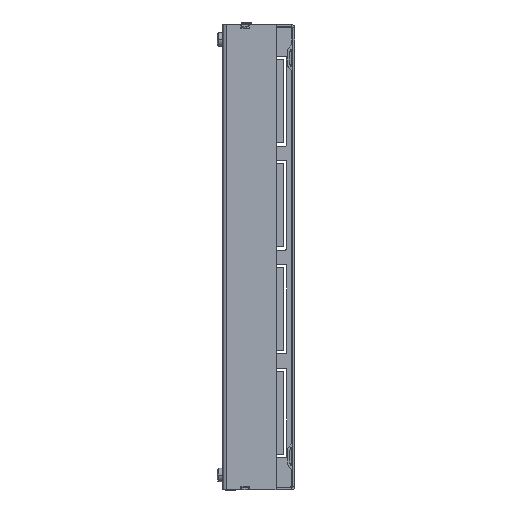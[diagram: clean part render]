
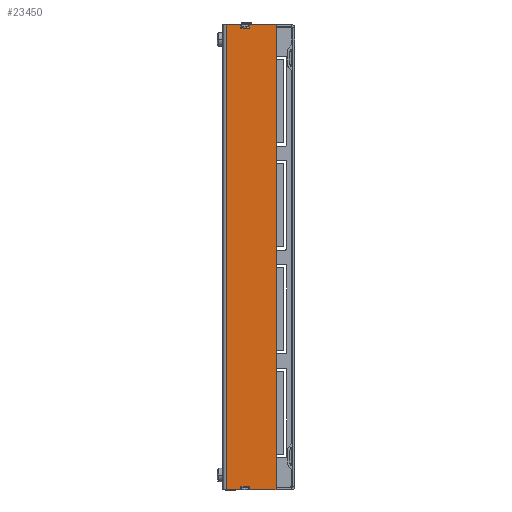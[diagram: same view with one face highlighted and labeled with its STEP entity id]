
A CAD part, left-side view. The second image highlights one B-rep face of the part: STEP entity #23450.
In plain terms, the highlighted face is planar.
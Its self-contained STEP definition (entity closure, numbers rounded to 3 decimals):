
#139 = CARTESIAN_POINT ( 'NONE',  ( 27.5, -10.9, -137.8 ) ) ;
#287 = CARTESIAN_POINT ( 'NONE',  ( 27.5, -2., -140. ) ) ;
#1180 = DIRECTION ( 'NONE',  ( 0., 0., -1. ) ) ;
#1866 = EDGE_CURVE ( 'NONE', #31294, #4821, #17117, .T. ) ;
#1891 = ORIENTED_EDGE ( 'NONE', *, *, #25710, .T. ) ;
#2606 = ORIENTED_EDGE ( 'NONE', *, *, #42120, .F. ) ;
#3010 = ORIENTED_EDGE ( 'NONE', *, *, #25421, .T. ) ;
#3391 = FACE_OUTER_BOUND ( 'NONE', #15198, .T. ) ;
#4102 = ORIENTED_EDGE ( 'NONE', *, *, #25567, .T. ) ;
#4313 = DIRECTION ( 'NONE',  ( 0., -1., 0. ) ) ;
#4747 = DIRECTION ( 'NONE',  ( 0., 1., 0. ) ) ;
#4821 = VERTEX_POINT ( 'NONE', #39301 ) ;
#4962 = DIRECTION ( 'NONE',  ( 0., -1., 0. ) ) ;
#6994 = VECTOR ( 'NONE', #4747, 1000. ) ;
#7865 = CARTESIAN_POINT ( 'NONE',  ( 27.5, -15.9, 140. ) ) ;
#7931 = DIRECTION ( 'NONE',  ( -1., 0., 0. ) ) ;
#8065 = VERTEX_POINT ( 'NONE', #48715 ) ;
#8153 = VERTEX_POINT ( 'NONE', #11188 ) ;
#8346 = EDGE_CURVE ( 'NONE', #36465, #8065, #8362, .T. ) ;
#8362 = LINE ( 'NONE', #36055, #8728 ) ;
#8421 = VECTOR ( 'NONE', #36702, 1000. ) ;
#8489 = LINE ( 'NONE', #31145, #23535 ) ;
#8728 = VECTOR ( 'NONE', #4313, 1000. ) ;
#9964 = DIRECTION ( 'NONE',  ( 0., 0., -1. ) ) ;
#11062 = DIRECTION ( 'NONE',  ( 0., 0., -1. ) ) ;
#11188 = CARTESIAN_POINT ( 'NONE',  ( 27.5, -10.9, 137.8 ) ) ;
#12560 = DIRECTION ( 'NONE',  ( 0., 1., 0. ) ) ;
#14927 = CARTESIAN_POINT ( 'NONE',  ( 27.5, -2., 140. ) ) ;
#15128 = VERTEX_POINT ( 'NONE', #24552 ) ;
#15198 = EDGE_LOOP ( 'NONE', ( #3010, #4102, #27144, #1891, #2606, #19686, #21499, #15686, #23887, #29511, #18002, #20168 ) ) ;
#15465 = CARTESIAN_POINT ( 'NONE',  ( 27.5, -10.9, 140. ) ) ;
#15471 = VECTOR ( 'NONE', #36729, 1000. ) ;
#15686 = ORIENTED_EDGE ( 'NONE', *, *, #49776, .F. ) ;
#17117 = LINE ( 'NONE', #47055, #29244 ) ;
#17728 = EDGE_CURVE ( 'NONE', #8065, #17763, #36190, .T. ) ;
#17763 = VERTEX_POINT ( 'NONE', #21117 ) ;
#18002 = ORIENTED_EDGE ( 'NONE', *, *, #17728, .T. ) ;
#18333 = VERTEX_POINT ( 'NONE', #287 ) ;
#19233 = LINE ( 'NONE', #15465, #48429 ) ;
#19686 = ORIENTED_EDGE ( 'NONE', *, *, #1866, .T. ) ;
#20168 = ORIENTED_EDGE ( 'NONE', *, *, #29130, .T. ) ;
#21117 = CARTESIAN_POINT ( 'NONE',  ( 27.5, -32., -140. ) ) ;
#21311 = LINE ( 'NONE', #33356, #34729 ) ;
#21352 = VERTEX_POINT ( 'NONE', #31633 ) ;
#21499 = ORIENTED_EDGE ( 'NONE', *, *, #23967, .F. ) ;
#22430 = EDGE_CURVE ( 'NONE', #36465, #15128, #49850, .T. ) ;
#22828 = CARTESIAN_POINT ( 'NONE',  ( 27.5, -15.9, -140. ) ) ;
#23450 = ADVANCED_FACE ( 'NONE', ( #3391 ), #30849, .F. ) ;
#23535 = VECTOR ( 'NONE', #46509, 1000. ) ;
#23887 = ORIENTED_EDGE ( 'NONE', *, *, #22430, .F. ) ;
#23967 = EDGE_CURVE ( 'NONE', #8153, #4821, #19233, .T. ) ;
#24167 = CARTESIAN_POINT ( 'NONE',  ( 27.5, -10.9, 137.8 ) ) ;
#24552 = CARTESIAN_POINT ( 'NONE',  ( 27.5, -15.9, 137.8 ) ) ;
#25420 = LINE ( 'NONE', #32955, #15471 ) ;
#25421 = EDGE_CURVE ( 'NONE', #37599, #35238, #25420, .T. ) ;
#25567 = EDGE_CURVE ( 'NONE', #35238, #45527, #34922, .T. ) ;
#25710 = EDGE_CURVE ( 'NONE', #21352, #18333, #8489, .T. ) ;
#27144 = ORIENTED_EDGE ( 'NONE', *, *, #34317, .T. ) ;
#29130 = EDGE_CURVE ( 'NONE', #17763, #37599, #36200, .T. ) ;
#29244 = VECTOR ( 'NONE', #4962, 1000. ) ;
#29511 = ORIENTED_EDGE ( 'NONE', *, *, #8346, .T. ) ;
#30171 = CARTESIAN_POINT ( 'NONE',  ( 27.5, -15.9, 140. ) ) ;
#30790 = DIRECTION ( 'NONE',  ( 0., 0., 1. ) ) ;
#30849 = PLANE ( 'NONE',  #33093 ) ;
#31145 = CARTESIAN_POINT ( 'NONE',  ( 27.5, 0., -140. ) ) ;
#31294 = VERTEX_POINT ( 'NONE', #14927 ) ;
#31496 = CARTESIAN_POINT ( 'NONE',  ( 27.5, -10.9, -140. ) ) ;
#31633 = CARTESIAN_POINT ( 'NONE',  ( 27.5, -10.9, -140. ) ) ;
#31822 = CARTESIAN_POINT ( 'NONE',  ( 27.5, -15.9, -137.8 ) ) ;
#31941 = VECTOR ( 'NONE', #41877, 1000. ) ;
#32955 = CARTESIAN_POINT ( 'NONE',  ( 27.5, -15.9, -140. ) ) ;
#33093 = AXIS2_PLACEMENT_3D ( 'NONE', #41676, #7931, #45966 ) ;
#33356 = CARTESIAN_POINT ( 'NONE',  ( 27.5, -2., -140. ) ) ;
#34317 = EDGE_CURVE ( 'NONE', #45527, #21352, #46856, .T. ) ;
#34729 = VECTOR ( 'NONE', #9964, 1000. ) ;
#34922 = LINE ( 'NONE', #43201, #45196 ) ;
#35238 = VERTEX_POINT ( 'NONE', #31822 ) ;
#35694 = CARTESIAN_POINT ( 'NONE',  ( 27.5, -32., 0. ) ) ;
#36055 = CARTESIAN_POINT ( 'NONE',  ( 27.5, 0., 140. ) ) ;
#36190 = LINE ( 'NONE', #35694, #39752 ) ;
#36200 = LINE ( 'NONE', #47794, #8421 ) ;
#36465 = VERTEX_POINT ( 'NONE', #7865 ) ;
#36702 = DIRECTION ( 'NONE',  ( 0., 1., 0. ) ) ;
#36729 = DIRECTION ( 'NONE',  ( 0., 0., 1. ) ) ;
#37599 = VERTEX_POINT ( 'NONE', #22828 ) ;
#38664 = VECTOR ( 'NONE', #11062, 1000. ) ;
#39301 = CARTESIAN_POINT ( 'NONE',  ( 27.5, -10.9, 140. ) ) ;
#39752 = VECTOR ( 'NONE', #1180, 1000. ) ;
#41676 = CARTESIAN_POINT ( 'NONE',  ( 27.5, 0., 0. ) ) ;
#41877 = DIRECTION ( 'NONE',  ( 0., 0., -1. ) ) ;
#42120 = EDGE_CURVE ( 'NONE', #31294, #18333, #21311, .T. ) ;
#43201 = CARTESIAN_POINT ( 'NONE',  ( 27.5, -10.9, -137.8 ) ) ;
#45196 = VECTOR ( 'NONE', #12560, 1000. ) ;
#45527 = VERTEX_POINT ( 'NONE', #139 ) ;
#45966 = DIRECTION ( 'NONE',  ( 0., -1., 0. ) ) ;
#46509 = DIRECTION ( 'NONE',  ( 0., 1., 0. ) ) ;
#46856 = LINE ( 'NONE', #31496, #31941 ) ;
#47055 = CARTESIAN_POINT ( 'NONE',  ( 27.5, 0., 140. ) ) ;
#47073 = LINE ( 'NONE', #24167, #6994 ) ;
#47794 = CARTESIAN_POINT ( 'NONE',  ( 27.5, 0., -140. ) ) ;
#48429 = VECTOR ( 'NONE', #30790, 1000. ) ;
#48715 = CARTESIAN_POINT ( 'NONE',  ( 27.5, -32., 140. ) ) ;
#49776 = EDGE_CURVE ( 'NONE', #15128, #8153, #47073, .T. ) ;
#49850 = LINE ( 'NONE', #30171, #38664 ) ;
